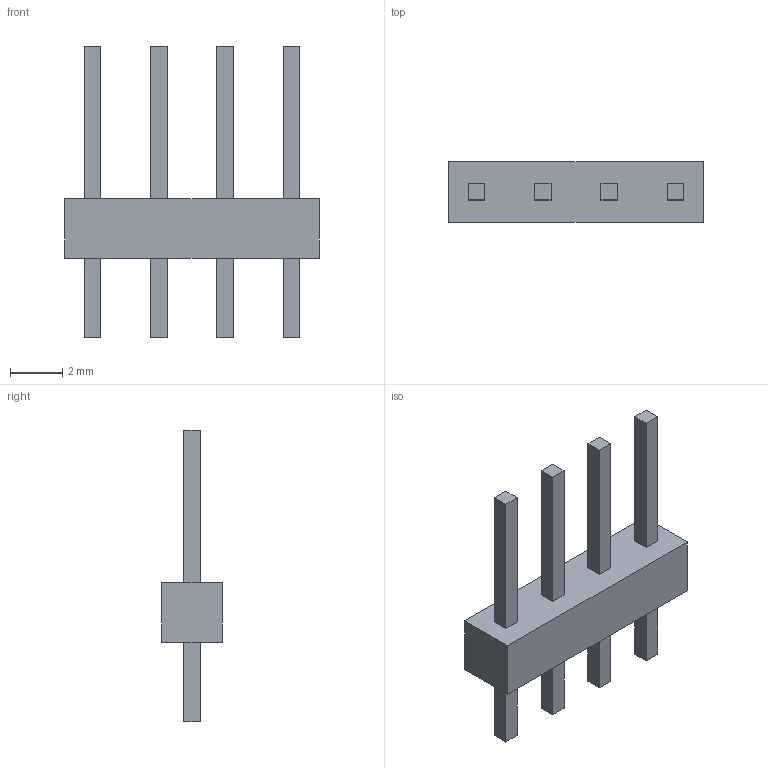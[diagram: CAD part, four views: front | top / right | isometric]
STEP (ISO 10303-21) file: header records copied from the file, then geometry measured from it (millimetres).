
FILE_DESCRIPTION((''),'2;1');
FILE_NAME('C-5-103327-1','2016-04-28T',('workeradm'),('Tyco Electronics Ltd.'),'CREO PARAMETRIC BY PTC INC, 2015200','CREO PARAMETRIC BY PTC INC, 2015200','');
FILE_SCHEMA(('AUTOMOTIVE_DESIGN { 1 0 10303 214 1 1 1 1 }'));
Length unit declared in the file: millimetre
Products named in the file (1): C-5-103327-1
Bounding box: 9.75 x 2.34 x 11.18 mm (x, y, z)
Volume: 65.9 mm3; surface area: 189.4 mm2
Topology: 1 solids, 1 shells, 46 faces, 108 edges, 72 vertices
Faces by surface type: plane 46
Entity records: 1336 total; most frequent: CARTESIAN_POINT 228, ORIENTED_EDGE 216, DIRECTION 200, VECTOR 108, LINE 108, EDGE_CURVE 108, VERTEX_POINT 72, EDGE_LOOP 54
